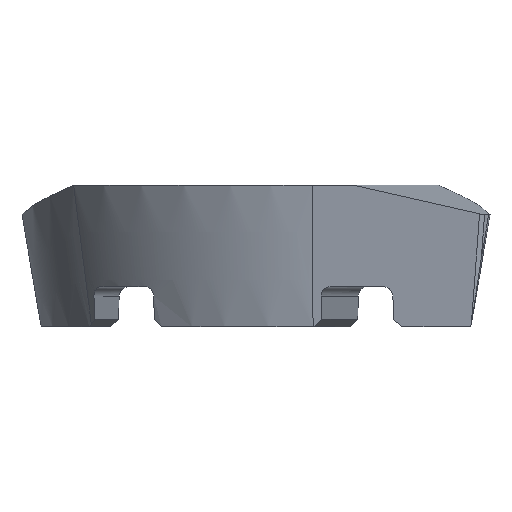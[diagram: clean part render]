
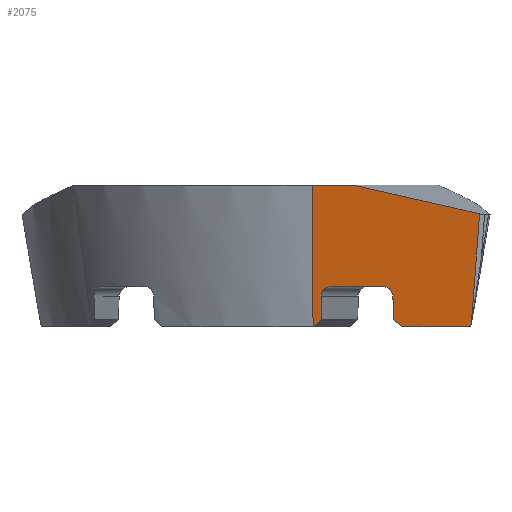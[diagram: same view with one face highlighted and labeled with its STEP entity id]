
A CAD part, front view. The second image highlights one B-rep face of the part: STEP entity #2075.
In plain terms, the highlighted planar face has unit normal (-0.035, -0.987, -0.156).
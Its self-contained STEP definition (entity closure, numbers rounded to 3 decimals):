
#101=DIRECTION('',(-0.999,0.036,0.));
#102=VECTOR('',#101,1.34);
#103=CARTESIAN_POINT('',(3.165,-4.367,0.));
#104=LINE('',#103,#102);
#181=CARTESIAN_POINT('',(1.826,-4.318,0.));
#393=CARTESIAN_POINT('',(6.967,-3.774,-4.6));
#394=CARTESIAN_POINT('',(6.972,-3.779,-4.576));
#395=CARTESIAN_POINT('',(6.982,-3.787,-4.527));
#396=CARTESIAN_POINT('',(6.992,-3.795,-4.478));
#397=CARTESIAN_POINT('',(6.996,-3.799,-4.453));
#402=DIRECTION('',(0.721,0.083,-0.688));
#403=VECTOR('',#402,0.363);
#404=CARTESIAN_POINT('',(4.47,-3.724,-4.35));
#405=LINE('',#404,#403);
#409=DIRECTION('',(0.033,0.155,-0.987));
#410=VECTOR('',#409,0.76);
#411=CARTESIAN_POINT('',(4.445,-3.842,-3.6));
#412=LINE('',#411,#410);
#416=CARTESIAN_POINT('',(4.131,-3.878,-3.3));
#417=CARTESIAN_POINT('',(4.143,-3.879,-3.3));
#418=CARTESIAN_POINT('',(4.167,-3.879,-3.302));
#419=CARTESIAN_POINT('',(4.211,-3.88,-3.309));
#420=CARTESIAN_POINT('',(4.258,-3.879,-3.325));
#421=CARTESIAN_POINT('',(4.307,-3.876,-3.352));
#422=CARTESIAN_POINT('',(4.35,-3.873,-3.387));
#423=CARTESIAN_POINT('',(4.386,-3.867,-3.427));
#424=CARTESIAN_POINT('',(4.415,-3.861,-3.475));
#425=CARTESIAN_POINT('',(4.433,-3.854,-3.522));
#426=CARTESIAN_POINT('',(4.443,-3.848,-3.564));
#427=CARTESIAN_POINT('',(4.445,-3.844,-3.587));
#428=CARTESIAN_POINT('',(4.445,-3.842,-3.6));
#433=DIRECTION('',(0.999,-0.036,0.));
#434=VECTOR('',#433,1.726);
#435=CARTESIAN_POINT('',(2.406,-3.816,-3.3));
#436=LINE('',#435,#434);
#440=CARTESIAN_POINT('',(2.111,-3.758,-3.6));
#441=CARTESIAN_POINT('',(2.111,-3.76,-3.587));
#442=CARTESIAN_POINT('',(2.112,-3.764,-3.564));
#443=CARTESIAN_POINT('',(2.118,-3.771,-3.522));
#444=CARTESIAN_POINT('',(2.133,-3.779,-3.475));
#445=CARTESIAN_POINT('',(2.159,-3.787,-3.427));
#446=CARTESIAN_POINT('',(2.192,-3.795,-3.387));
#447=CARTESIAN_POINT('',(2.233,-3.802,-3.352));
#448=CARTESIAN_POINT('',(2.28,-3.808,-3.325));
#449=CARTESIAN_POINT('',(2.326,-3.812,-3.309));
#450=CARTESIAN_POINT('',(2.369,-3.815,-3.302));
#451=CARTESIAN_POINT('',(2.393,-3.816,-3.3));
#452=CARTESIAN_POINT('',(2.406,-3.816,-3.3));
#457=DIRECTION('',(-0.033,-0.155,0.987));
#458=VECTOR('',#457,0.76);
#459=CARTESIAN_POINT('',(2.137,-3.64,-4.35));
#460=LINE('',#459,#458);
#464=DIRECTION('',(0.694,-0.137,0.707));
#465=VECTOR('',#464,0.354);
#466=CARTESIAN_POINT('',(1.891,-3.592,-4.6));
#467=LINE('',#466,#465);
#471=DIRECTION('',(-0.975,0.,0.221));
#472=VECTOR('',#471,4.2);
#473=CARTESIAN_POINT('',(7.261,-4.367,
-0.93));
#474=LINE('',#473,#472);
#478=DIRECTION('',(0.074,-0.159,0.985));
#479=VECTOR('',#478,3.578);
#480=CARTESIAN_POINT('',(6.996,-3.799,-4.453));
#481=LINE('',#480,#479);
#743=DIRECTION('',(-0.999,0.036,0.));
#744=VECTOR('',#743,2.236);
#745=CARTESIAN_POINT('',(6.967,-3.774,-4.6));
#746=LINE('',#745,#744);
#911=DIRECTION('',(-0.999,0.036,0.));
#912=VECTOR('',#911,0.039);
#913=CARTESIAN_POINT('',(1.891,-3.592,-4.6));
#914=LINE('',#913,#912);
#1487=DIRECTION('',(0.006,0.156,-0.988));
#1488=VECTOR('',#1487,4.657);
#1489=CARTESIAN_POINT('',(1.826,-4.318,0.));
#1490=LINE('',#1489,#1488);
#1573=VERTEX_POINT('',#181);
#1574=CARTESIAN_POINT('',(1.852,-3.59,-4.6));
#1575=VERTEX_POINT('',#1574);
#1576=CARTESIAN_POINT('',(3.165,-4.367,0.));
#1577=VERTEX_POINT('',#1576);
#1613=CARTESIAN_POINT('',(4.733,-3.694,-4.6));
#1615=VERTEX_POINT('',#1613);
#1617=CARTESIAN_POINT('',(1.891,-3.592,-4.6));
#1619=VERTEX_POINT('',#1617);
#1620=VERTEX_POINT('',#416);
#1621=VERTEX_POINT('',#428);
#1622=CARTESIAN_POINT('',(4.47,-3.724,-4.35));
#1623=VERTEX_POINT('',#1622);
#1624=CARTESIAN_POINT('',(2.137,-3.64,-4.35));
#1625=VERTEX_POINT('',#1624);
#1626=CARTESIAN_POINT('',(2.111,-3.758,-3.6));
#1627=VERTEX_POINT('',#1626);
#1628=VERTEX_POINT('',#452);
#1636=CARTESIAN_POINT('',(6.967,-3.774,-4.6));
#1637=VERTEX_POINT('',#1636);
#1661=CARTESIAN_POINT('',(6.996,-3.799,
-4.453));
#1662=CARTESIAN_POINT('',(7.261,-4.367,
-0.93));
#1663=VERTEX_POINT('',#1661);
#1664=VERTEX_POINT('',#1662);
#2042=CARTESIAN_POINT('',(6.844,-4.103,-2.5));
#2043=DIRECTION('',(-0.036,-0.987,-0.156));
#2044=DIRECTION('',(-0.006,-0.156,0.988));
#2045=AXIS2_PLACEMENT_3D('',#2042,#2043,#2044);
#2046=PLANE('',#2045);
#2048=ORIENTED_EDGE('',*,*,#2047,.F.);
#2050=ORIENTED_EDGE('',*,*,#2049,.F.);
#2052=ORIENTED_EDGE('',*,*,#2051,.T.);
#2054=ORIENTED_EDGE('',*,*,#2053,.F.);
#2056=ORIENTED_EDGE('',*,*,#2055,.F.);
#2057=ORIENTED_EDGE('',*,*,#2032,.F.);
#2059=ORIENTED_EDGE('',*,*,#2058,.F.);
#2061=ORIENTED_EDGE('',*,*,#2060,.F.);
#2063=ORIENTED_EDGE('',*,*,#2062,.F.);
#2065=ORIENTED_EDGE('',*,*,#2064,.F.);
#2067=ORIENTED_EDGE('',*,*,#2066,.T.);
#2069=ORIENTED_EDGE('',*,*,#2068,.F.);
#2070=ORIENTED_EDGE('',*,*,#1681,.F.);
#2072=ORIENTED_EDGE('',*,*,#2071,.F.);
#2073=EDGE_LOOP('',(#2048,#2050,#2052,#2054,#2056,#2057,#2059,#2061,#2063,#2065,
#2067,#2069,#2070,#2072));
#2074=FACE_OUTER_BOUND('',#2073,.F.);
#398=B_SPLINE_CURVE_WITH_KNOTS('',3,(#393,#394,#395,#396,#397),.UNSPECIFIED.,
.F.,.F.,(4,1,4),(0.,0.5,1.),.UNSPECIFIED.);
#429=B_SPLINE_CURVE_WITH_KNOTS('',3,(#416,#417,#418,#419,#420,#421,#422,#423,
#424,#425,#426,#427,#428),.UNSPECIFIED.,.F.,.F.,(4,1,1,1,1,1,1,1,1,1,4),(0.,
0.063,0.125,0.25,0.375,0.5,0.625,0.75,0.875,0.938,1.),
.UNSPECIFIED.);
#453=B_SPLINE_CURVE_WITH_KNOTS('',3,(#440,#441,#442,#443,#444,#445,#446,#447,
#448,#449,#450,#451,#452),.UNSPECIFIED.,.F.,.F.,(4,1,1,1,1,1,1,1,1,1,4),(0.,
0.063,0.125,0.25,0.375,0.5,0.625,0.75,0.875,0.938,1.),
.UNSPECIFIED.);
#1681=EDGE_CURVE('',#1577,#1573,#104,.T.);
#2032=EDGE_CURVE('',#1620,#1621,#429,.T.);
#2047=EDGE_CURVE('',#1663,#1664,#481,.T.);
#2049=EDGE_CURVE('',#1637,#1663,#398,.T.);
#2051=EDGE_CURVE('',#1637,#1615,#746,.T.);
#2053=EDGE_CURVE('',#1623,#1615,#405,.T.);
#2055=EDGE_CURVE('',#1621,#1623,#412,.T.);
#2058=EDGE_CURVE('',#1628,#1620,#436,.T.);
#2060=EDGE_CURVE('',#1627,#1628,#453,.T.);
#2062=EDGE_CURVE('',#1625,#1627,#460,.T.);
#2064=EDGE_CURVE('',#1619,#1625,#467,.T.);
#2066=EDGE_CURVE('',#1619,#1575,#914,.T.);
#2068=EDGE_CURVE('',#1573,#1575,#1490,.T.);
#2071=EDGE_CURVE('',#1664,#1577,#474,.T.);
#2075=ADVANCED_FACE('',(#2074),#2046,.T.);
